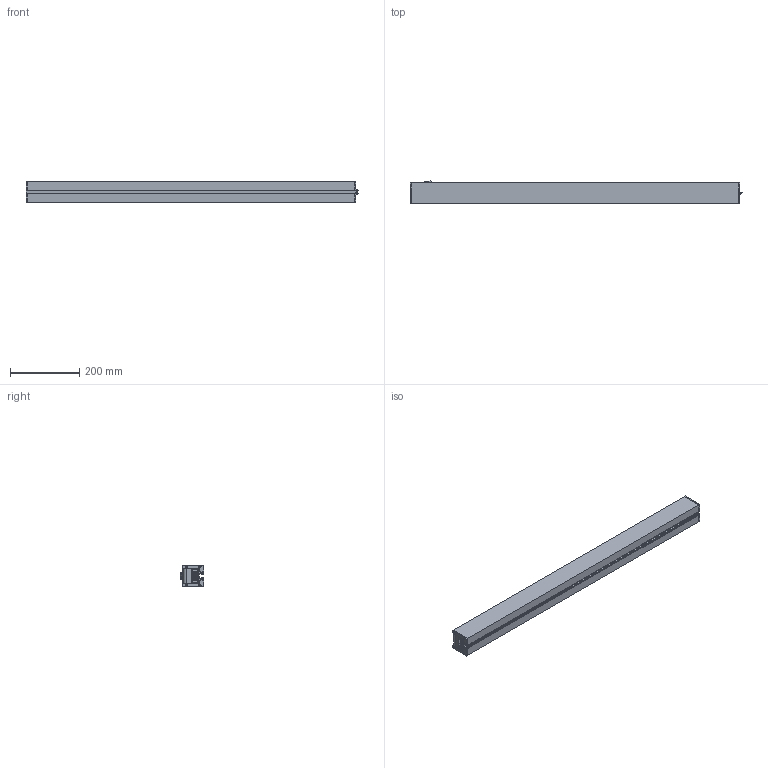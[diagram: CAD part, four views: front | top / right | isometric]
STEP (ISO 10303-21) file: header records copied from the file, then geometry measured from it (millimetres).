
FILE_DESCRIPTION(/* description */ ('STEP AP203'),/* implementation_level */ '2;1');
FILE_NAME(/* name */ '6SL1040DIE.953',/* time_stamp */ '2024-03-04T13:30:57+01:00',/* author */ ('License CC BY-ND 4.0'),/* organization */ ('CADENAS'),/* preprocessor_version */ 'ST-DEVELOPER v19.3',/* originating_system */ 'PARTsolutions',/* authorisation */ ' ');
FILE_SCHEMA (('CONFIG_CONTROL_DESIGN'));
Length unit declared in the file: millimetre
Products named in the file (1): 6SL1040DIE.953
Bounding box: 959.21 x 66.85 x 60 mm (x, y, z)
Volume: 3137274.2 mm3; surface area: 295680.4 mm2
Topology: 1 solids, 1 shells, 482 faces, 1334 edges, 878 vertices
Faces by surface type: plane 253, cylinder 203, torus 23, sphere 3
Full cylindrical faces by diameter (mm): 2.5 x3, 2.7 x3, 5.6 x8
Entity records: 18654 total; most frequent: CARTESIAN_POINT 2709, DIRECTION 2668, ORIENTED_EDGE 2590, EDGE_CURVE 1295, AXIS2_PLACEMENT_3D 905, VERTEX_POINT 872, LINE 858, VECTOR 858
